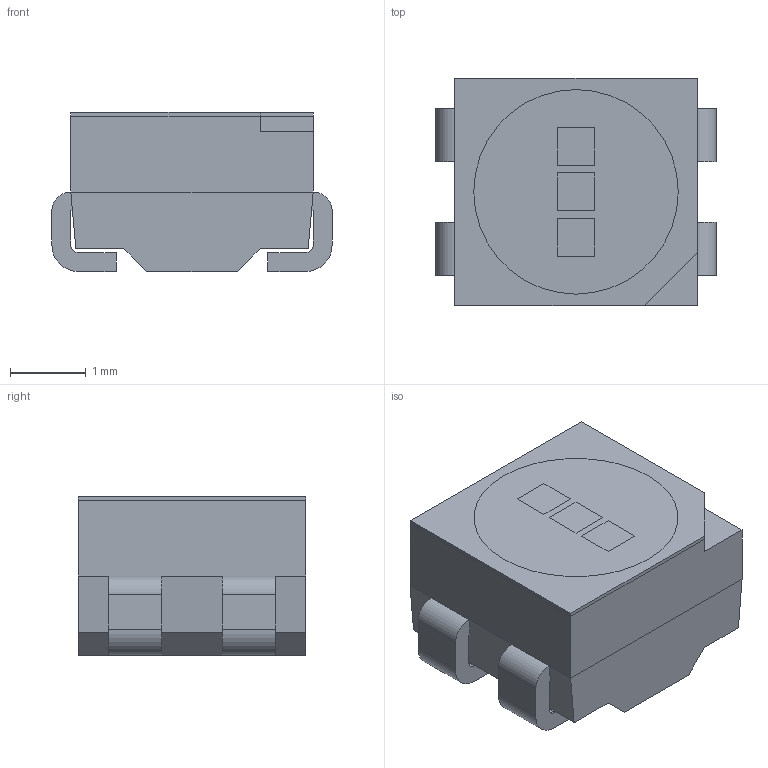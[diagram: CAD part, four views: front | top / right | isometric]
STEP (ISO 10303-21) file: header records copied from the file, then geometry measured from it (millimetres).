
FILE_DESCRIPTION((''),'2;1');
FILE_NAME('CREE_CLV1A-FKB.stp','2013-01-14T12:27:16',(''),(''),'Mechanical Desktop 2011','Mechanical Desktop 2011',', , ');
FILE_SCHEMA(('AUTOMOTIVE_DESIGN { 1 2 10303 214 1 1 1 1 }'));
Length unit declared in the file: millimetre
Products named in the file (1): Product
Bounding box: 3.7 x 3 x 2.1 mm (x, y, z)
Volume: 19.5 mm3; surface area: 94.8 mm2
Topology: 11 solids, 11 shells, 109 faces, 261 edges, 174 vertices
Faces by surface type: plane 93, cylinder 16
Entity records: 3213 total; most frequent: CARTESIAN_POINT 545, ORIENTED_EDGE 522, DIRECTION 513, EDGE_CURVE 261, VECTOR 229, LINE 229, VERTEX_POINT 174, AXIS2_PLACEMENT_3D 142
